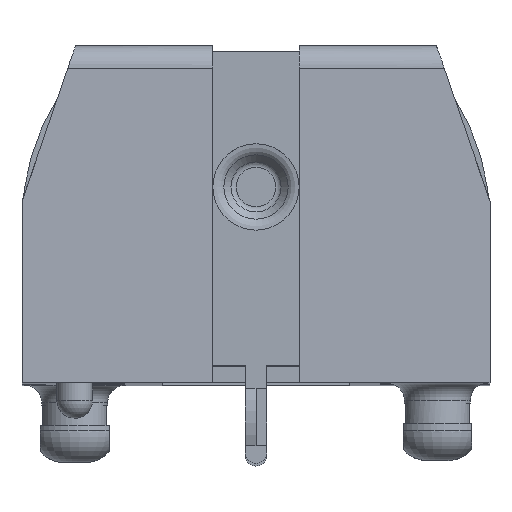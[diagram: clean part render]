
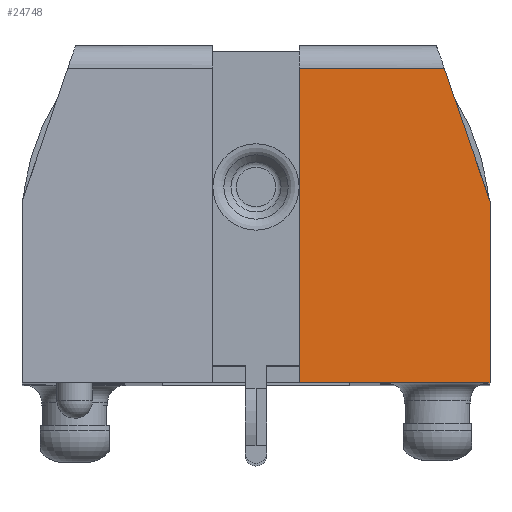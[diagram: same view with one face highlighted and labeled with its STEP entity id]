
A CAD part, top view. The second image highlights one B-rep face of the part: STEP entity #24748.
In plain terms, the highlighted planar face has unit normal (0, 0.018, 1).
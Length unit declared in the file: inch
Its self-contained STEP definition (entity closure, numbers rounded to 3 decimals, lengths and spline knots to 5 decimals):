
#568 = LINE ( 'NONE', #23744, #7994 ) ;
#912 = LINE ( 'NONE', #32489, #16848 ) ;
#4882 = DIRECTION ( 'NONE',  ( 0., 0.017, 1. ) ) ;
#5388 = CARTESIAN_POINT ( 'NONE',  ( 1.90891, 1.0757, 3.84368 ) ) ;
#7650 = LINE ( 'NONE', #29361, #33186 ) ;
#7923 = PLANE ( 'NONE',  #8538 ) ;
#7994 = VECTOR ( 'NONE', #29349, 39.37008 ) ;
#8128 = EDGE_LOOP ( 'NONE', ( #28963, #35354, #23877, #26951, #13512 ) ) ;
#8538 = AXIS2_PLACEMENT_3D ( 'NONE', #23975, #4882, #27175 ) ;
#10168 = VERTEX_POINT ( 'NONE', #5388 ) ;
#12992 = DIRECTION ( 'NONE',  ( -1., 0., 0. ) ) ;
#13370 = EDGE_CURVE ( 'NONE', #10168, #19320, #20442, .T. ) ;
#13384 = VERTEX_POINT ( 'NONE', #34817 ) ;
#13512 = ORIENTED_EDGE ( 'NONE', *, *, #15082, .F. ) ;
#14823 = VERTEX_POINT ( 'NONE', #36372 ) ;
#14865 = LINE ( 'NONE', #15625, #30838 ) ;
#15082 = EDGE_CURVE ( 'NONE', #13384, #10168, #7650, .T. ) ;
#15388 = CARTESIAN_POINT ( 'NONE',  ( 1.09591, 1.0757, 3.84368 ) ) ;
#15625 = CARTESIAN_POINT ( 'NONE',  ( 1.57741, 1.6214, 3.83416 ) ) ;
#16848 = VECTOR ( 'NONE', #19779, 39.37008 ) ;
#18862 = DIRECTION ( 'NONE',  ( -1., 0., 0. ) ) ;
#19320 = VERTEX_POINT ( 'NONE', #36251 ) ;
#19779 = DIRECTION ( 'NONE',  ( 0.326, -0.945, 0.017 ) ) ;
#20442 = LINE ( 'NONE', #15388, #28913 ) ;
#23744 = CARTESIAN_POINT ( 'NONE',  ( 1.57741, 1.0077, 3.84487 ) ) ;
#23877 = ORIENTED_EDGE ( 'NONE', *, *, #37902, .F. ) ;
#23975 = CARTESIAN_POINT ( 'NONE',  ( 1.09591, 1.0077, 3.84487 ) ) ;
#24748 = ADVANCED_FACE ( 'NONE', ( #39994 ), #7923, .T. ) ;
#26951 = ORIENTED_EDGE ( 'NONE', *, *, #13370, .F. ) ;
#27175 = DIRECTION ( 'NONE',  ( 0., -1., 0.017 ) ) ;
#27537 = EDGE_CURVE ( 'NONE', #14823, #29900, #14865, .T. ) ;
#28913 = VECTOR ( 'NONE', #12992, 39.37008 ) ;
#28963 = ORIENTED_EDGE ( 'NONE', *, *, #38998, .F. ) ;
#29225 = DIRECTION ( 'NONE',  ( 0., -1., 0.017 ) ) ;
#29349 = DIRECTION ( 'NONE',  ( 0., 1., -0.017 ) ) ;
#29361 = CARTESIAN_POINT ( 'NONE',  ( 1.90891, 1.0077, 3.84487 ) ) ;
#29900 = VERTEX_POINT ( 'NONE', #40589 ) ;
#30838 = VECTOR ( 'NONE', #18862, 39.37008 ) ;
#32489 = CARTESIAN_POINT ( 'NONE',  ( 1.94066, 1.29849, 3.83979 ) ) ;
#33186 = VECTOR ( 'NONE', #29225, 39.37008 ) ;
#34817 = CARTESIAN_POINT ( 'NONE',  ( 1.90891, 1.3907, 3.83818 ) ) ;
#35354 = ORIENTED_EDGE ( 'NONE', *, *, #27537, .T. ) ;
#36251 = CARTESIAN_POINT ( 'NONE',  ( 1.57741, 1.0757, 3.84368 ) ) ;
#36372 = CARTESIAN_POINT ( 'NONE',  ( 1.82947, 1.6214, 3.83416 ) ) ;
#37902 = EDGE_CURVE ( 'NONE', #19320, #29900, #568, .T. ) ;
#38998 = EDGE_CURVE ( 'NONE', #14823, #13384, #912, .T. ) ;
#39994 = FACE_OUTER_BOUND ( 'NONE', #8128, .T. ) ;
#40589 = CARTESIAN_POINT ( 'NONE',  ( 1.57741, 1.6214, 3.83416 ) ) ;
